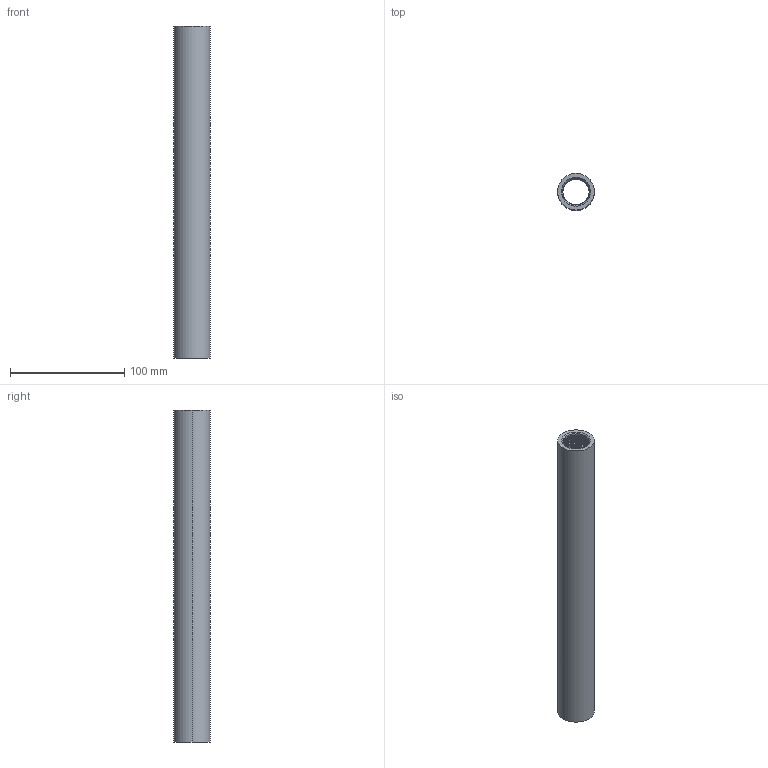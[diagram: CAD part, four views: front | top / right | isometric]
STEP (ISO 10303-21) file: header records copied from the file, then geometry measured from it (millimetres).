
FILE_DESCRIPTION (( 'STEP AP214' ), '1' );
FILE_NAME ('29 cm.STEP', '2022-10-04T11:06:46', ( '' ), ( '' ), 'SwSTEP 2.0', 'SolidWorks 2021', '' );
FILE_SCHEMA (( 'AUTOMOTIVE_DESIGN' ));
Length unit declared in the file: millimetre
Products named in the file (1): 29 cm
Bounding box: 32 x 32 x 290 mm (x, y, z)
Volume: 109649.4 mm3; surface area: 51621.6 mm2
Topology: 1 solids, 1 shells, 100 faces, 281 edges, 183 vertices
Faces by surface type: cylinder 84, plane 6, bspline 6, cone 4
Entity records: 9081 total; most frequent: CARTESIAN_POINT 6971, ORIENTED_EDGE 562, DIRECTION 319, EDGE_CURVE 281, VERTEX_POINT 183, AXIS2_PLACEMENT_3D 107, VECTOR 105, LINE 105
